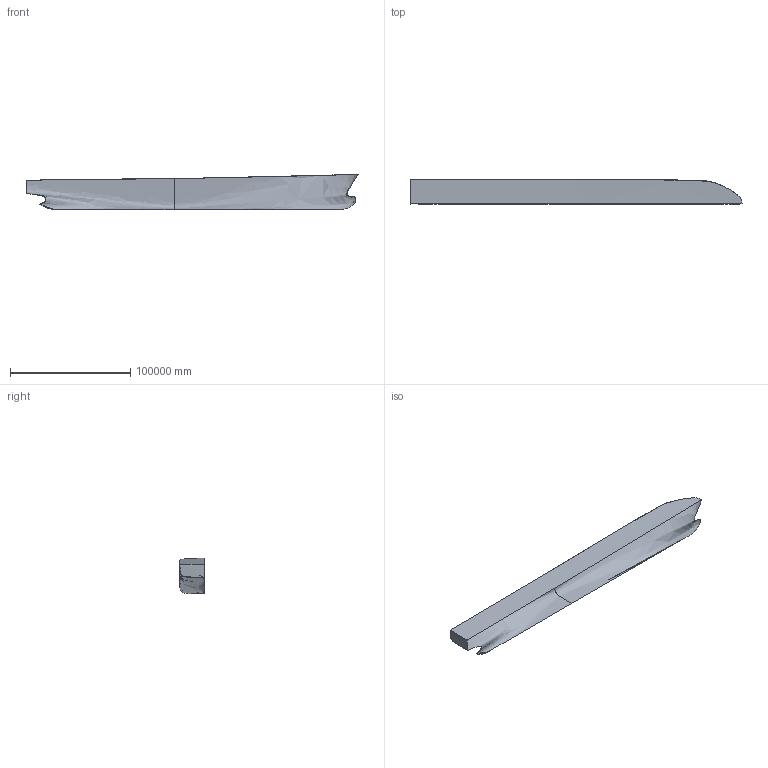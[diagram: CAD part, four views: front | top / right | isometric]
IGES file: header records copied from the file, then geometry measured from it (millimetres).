
Start section: MARIN Order No = 17701 Model No       = m8004-2 LPP            =   262.00 m B              =    40.00 m TA             =    12.34 m TF             =    12.34 m
Global section: file name: 75HM8004-3.igs; native system: Marin Gms; preprocessor: MarinIges3; organization: Marin; date: 090428.101818; units: metre
Bounding box: 276280.08 x 20000.06 x 29199.9 mm (x, y, z)
Surface area: 16055222923.8 mm2 (no closed solid volume)
Topology: 0 solids, 0 shells, 4 faces, 16 edges, 15 vertices
Faces by surface type: bspline 4
